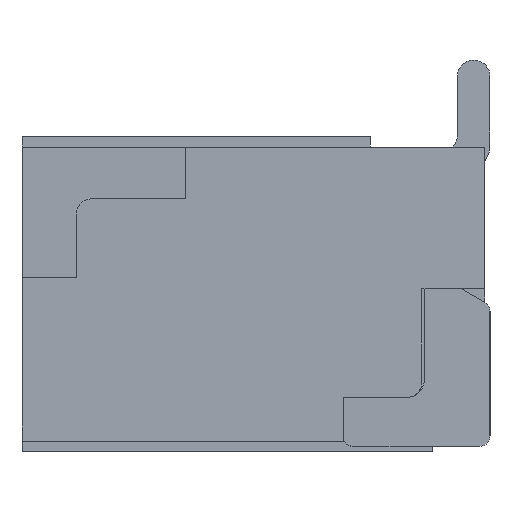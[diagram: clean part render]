
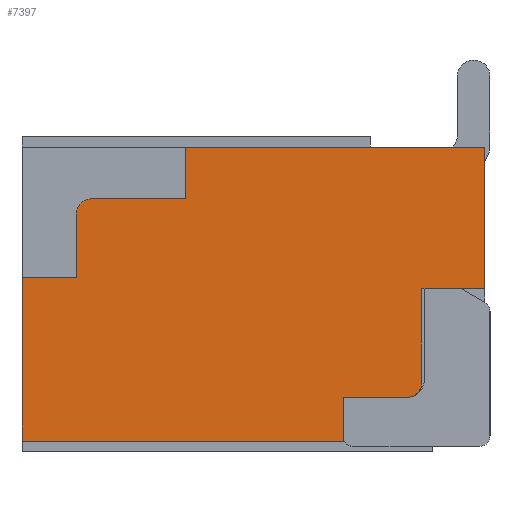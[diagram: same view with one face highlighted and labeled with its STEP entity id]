
A CAD part, left-side view. The second image highlights one B-rep face of the part: STEP entity #7397.
In plain terms, the highlighted planar face has unit normal (-1, 0, 0).
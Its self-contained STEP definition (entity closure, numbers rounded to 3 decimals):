
#90=DIRECTION('',(0.,0.,1.));
#91=VECTOR('',#90,1.5);
#92=CARTESIAN_POINT('',(-4.,4.25,-1.35));
#93=LINE('4480',#92,#91);
#154=DIRECTION('',(0.,0.,-1.));
#155=VECTOR('',#154,0.4);
#156=CARTESIAN_POINT('',(-4.,1.3,-0.95));
#157=LINE('4664',#156,#155);
#162=CARTESIAN_POINT('',(-4.,0.715,-0.81));
#163=DIRECTION('',(-1.,0.,0.));
#164=DIRECTION('',(0.,0.,-1.));
#165=AXIS2_PLACEMENT_3D('',#162,#163,#164);
#167=DIRECTION('',(0.,-1.,0.));
#168=VECTOR('',#167,2.95);
#169=CARTESIAN_POINT('',(-4.,4.25,-1.35));
#170=LINE('4748',#169,#168);
#171=DIRECTION('',(0.,1.,0.));
#172=VECTOR('',#171,0.5);
#173=CARTESIAN_POINT('',(-4.,3.75,0.15));
#174=LINE('4539',#173,#172);
#175=DIRECTION('',(0.,0.,-1.));
#176=VECTOR('',#175,0.585);
#177=CARTESIAN_POINT('',(-4.,3.75,0.735));
#178=LINE('4749',#177,#176);
#179=CARTESIAN_POINT('',(-4.,3.61,0.735));
#180=DIRECTION('',(-1.,0.,0.));
#181=DIRECTION('',(0.,0.,1.));
#182=AXIS2_PLACEMENT_3D('',#179,#180,#181);
#200=DIRECTION('',(0.,0.,-1.));
#201=VECTOR('',#200,1.3);
#202=CARTESIAN_POINT('',(-4.,0.,1.35));
#203=LINE('4535',#202,#201);
#276=DIRECTION('',(0.,-1.,0.));
#277=VECTOR('',#276,2.75);
#278=CARTESIAN_POINT('',(-4.,2.75,1.35));
#279=LINE('4369',#278,#277);
#2513=DIRECTION('',(0.,0.,-1.));
#2514=VECTOR('',#2513,0.86);
#2515=CARTESIAN_POINT('',(-4.,0.575,0.05));
#2516=LINE('4737',#2515,#2514);
#2525=DIRECTION('',(0.,1.,0.));
#2526=VECTOR('',#2525,0.575);
#2527=CARTESIAN_POINT('',(-4.,0.,0.05));
#2528=LINE('4626',#2527,#2526);
#2833=DIRECTION('',(0.,1.,0.));
#2834=VECTOR('',#2833,0.585);
#2835=CARTESIAN_POINT('',(-4.,0.715,-0.95));
#2836=LINE('4747',#2835,#2834);
#5260=DIRECTION('',(0.,0.,1.));
#5261=VECTOR('',#5260,0.475);
#5262=CARTESIAN_POINT('',(-4.,2.75,0.875));
#5263=LINE('4751',#5262,#5261);
#5280=DIRECTION('',(0.,-1.,0.));
#5281=VECTOR('',#5280,0.86);
#5282=CARTESIAN_POINT('',(-4.,3.61,0.875));
#5283=LINE('4750',#5282,#5281);
#5526=CARTESIAN_POINT('',(-4.,0.,1.35));
#5527=VERTEX_POINT('',#5526);
#5528=CARTESIAN_POINT('',(-4.,2.75,1.35));
#5529=VERTEX_POINT('',#5528);
#5674=CARTESIAN_POINT('',(-4.,3.61,0.875));
#5675=VERTEX_POINT('',#5674);
#5676=CARTESIAN_POINT('',(-4.,3.75,0.735));
#5677=VERTEX_POINT('',#5676);
#5732=CARTESIAN_POINT('',(-4.,4.25,0.15));
#5733=VERTEX_POINT('',#5732);
#5734=CARTESIAN_POINT('',(-4.,4.25,-1.35));
#5735=VERTEX_POINT('',#5734);
#5818=CARTESIAN_POINT('',(-4.,0.,0.05));
#5819=VERTEX_POINT('',#5818);
#5826=CARTESIAN_POINT('',(-4.,3.75,0.15));
#5827=VERTEX_POINT('',#5826);
#5871=CARTESIAN_POINT('',(-4.,0.575,-0.81));
#5873=VERTEX_POINT('',#5871);
#5883=CARTESIAN_POINT('',(-4.,0.715,-0.95));
#5884=VERTEX_POINT('',#5883);
#5937=CARTESIAN_POINT('',(-4.,0.575,0.05));
#5938=VERTEX_POINT('',#5937);
#5985=CARTESIAN_POINT('',(-4.,1.3,-0.95));
#5986=CARTESIAN_POINT('',(-4.,1.3,-1.35));
#5987=VERTEX_POINT('',#5985);
#5988=VERTEX_POINT('',#5986);
#6101=CARTESIAN_POINT('',(-4.,2.75,0.875));
#6102=VERTEX_POINT('',#6101);
#7365=CARTESIAN_POINT('',(-4.,-0.085,-1.404));
#7366=DIRECTION('',(-1.,0.,0.));
#7367=DIRECTION('',(0.,1.,0.));
#7368=AXIS2_PLACEMENT_3D('',#7365,#7366,#7367);
#7369=PLANE('5707',#7368);
#7371=ORIENTED_EDGE('4535',*,*,#7370,.T.);
#7373=ORIENTED_EDGE('4626',*,*,#7372,.T.);
#7375=ORIENTED_EDGE('4737',*,*,#7374,.T.);
#7377=ORIENTED_EDGE('4573',*,*,#7376,.F.);
#7379=ORIENTED_EDGE('4747',*,*,#7378,.T.);
#7380=ORIENTED_EDGE('4664',*,*,#7342,.T.);
#7381=ORIENTED_EDGE('4748',*,*,#7331,.F.);
#7382=ORIENTED_EDGE('4480',*,*,#7255,.T.);
#7384=ORIENTED_EDGE('4539',*,*,#7383,.F.);
#7386=ORIENTED_EDGE('4749',*,*,#7385,.F.);
#7388=ORIENTED_EDGE('4448',*,*,#7387,.F.);
#7390=ORIENTED_EDGE('4750',*,*,#7389,.T.);
#7392=ORIENTED_EDGE('4751',*,*,#7391,.T.);
#7394=ORIENTED_EDGE('4369',*,*,#7393,.T.);
#7395=EDGE_LOOP('5707',(#7371,#7373,#7375,#7377,#7379,#7380,#7381,#7382,#7384,
#7386,#7388,#7390,#7392,#7394));
#7396=FACE_OUTER_BOUND('5707',#7395,.F.);
#7397=ADVANCED_FACE('5707',(#7396),#7369,.T.);
#166=CIRCLE('4573',#165,0.14);
#183=CIRCLE('4448',#182,0.14);
#7255=EDGE_CURVE('4480',#5735,#5733,#93,.T.);
#7331=EDGE_CURVE('4748',#5735,#5988,#170,.T.);
#7342=EDGE_CURVE('4664',#5987,#5988,#157,.T.);
#7370=EDGE_CURVE('4535',#5527,#5819,#203,.T.);
#7372=EDGE_CURVE('4626',#5819,#5938,#2528,.T.);
#7374=EDGE_CURVE('4737',#5938,#5873,#2516,.T.);
#7376=EDGE_CURVE('4573',#5884,#5873,#166,.T.);
#7378=EDGE_CURVE('4747',#5884,#5987,#2836,.T.);
#7383=EDGE_CURVE('4539',#5827,#5733,#174,.T.);
#7385=EDGE_CURVE('4749',#5677,#5827,#178,.T.);
#7387=EDGE_CURVE('4448',#5675,#5677,#183,.T.);
#7389=EDGE_CURVE('4750',#5675,#6102,#5283,.T.);
#7391=EDGE_CURVE('4751',#6102,#5529,#5263,.T.);
#7393=EDGE_CURVE('4369',#5529,#5527,#279,.T.);
